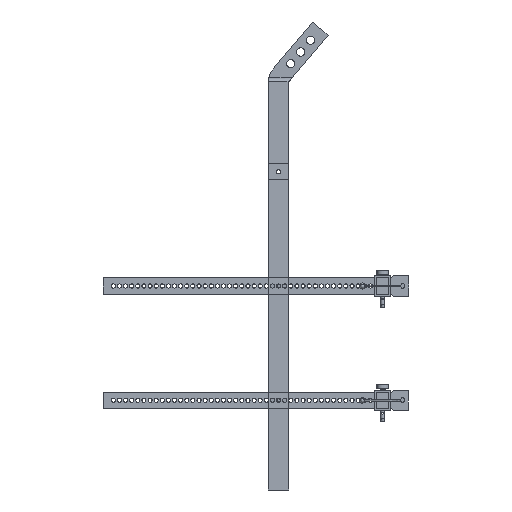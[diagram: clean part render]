
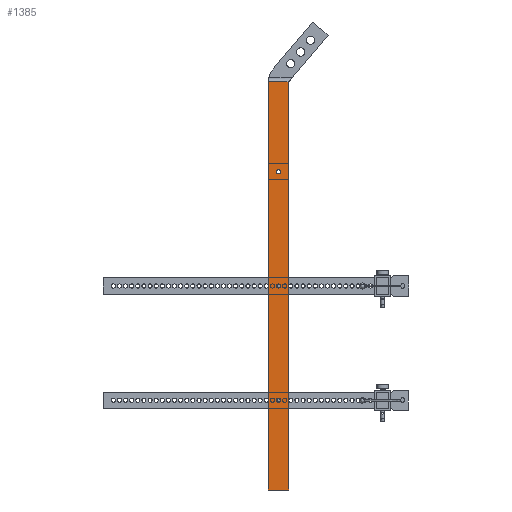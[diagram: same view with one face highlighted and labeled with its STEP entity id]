
A CAD part, front view. The second image highlights one B-rep face of the part: STEP entity #1385.
In plain terms, the highlighted planar face has unit normal (0, -1, 0).
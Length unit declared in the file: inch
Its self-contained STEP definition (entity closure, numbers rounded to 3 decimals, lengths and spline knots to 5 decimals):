
#447=CARTESIAN_POINT('Line Origine',(0.,-0.07874,1.9685)) ;
#451=CARTESIAN_POINT('Vertex',(0.,-0.07874,3.93701)) ;
#453=CARTESIAN_POINT('Vertex',(0.,-0.07874,0.)) ;
#633=CARTESIAN_POINT('Line Origine',(0.09843,-0.07874,0.)) ;
#637=CARTESIAN_POINT('Vertex',(0.19685,-0.07874,0.)) ;
#1114=CARTESIAN_POINT('Vertex',(0.1157,-0.07874,0.87558)) ;
#1117=CARTESIAN_POINT('Axis2P3D Location',(0.09843,-0.07874,0.86614)) ;
#1121=CARTESIAN_POINT('Vertex',(0.08115,-0.07874,0.8567)) ;
#1136=CARTESIAN_POINT('Axis2P3D Location',(0.09843,-0.07874,0.86614)) ;
#1152=CARTESIAN_POINT('Vertex',(0.1157,-0.07874,1.97794)) ;
#1155=CARTESIAN_POINT('Axis2P3D Location',(0.09843,-0.07874,1.9685)) ;
#1159=CARTESIAN_POINT('Vertex',(0.08115,-0.07874,1.95907)) ;
#1174=CARTESIAN_POINT('Axis2P3D Location',(0.09843,-0.07874,1.9685)) ;
#1190=CARTESIAN_POINT('Vertex',(0.1157,-0.07874,3.0803)) ;
#1193=CARTESIAN_POINT('Axis2P3D Location',(0.09843,-0.07874,3.07087)) ;
#1197=CARTESIAN_POINT('Vertex',(0.08115,-0.07874,3.06143)) ;
#1212=CARTESIAN_POINT('Axis2P3D Location',(0.09843,-0.07874,3.07087)) ;
#1342=CARTESIAN_POINT('Axis2P3D Location',(0.,-0.07874,3.93701)) ;
#1347=CARTESIAN_POINT('Axis2P3D Location',(0.23622,-0.07874,3.92268)) ;
#1351=CARTESIAN_POINT('Vertex',(0.19685,-0.07874,3.92268)) ;
#1353=CARTESIAN_POINT('Vertex',(0.19955,-0.07874,3.93701)) ;
#1356=CARTESIAN_POINT('Line Origine',(0.09978,-0.07874,3.93701)) ;
#1361=CARTESIAN_POINT('Line Origine',(0.19685,-0.07874,1.96134)) ;
#448=DIRECTION('Vector Direction',(0.,0.,-0.039)) ;
#634=DIRECTION('Vector Direction',(0.039,0.,0.)) ;
#1118=DIRECTION('Axis2P3D Direction',(0.,-0.039,-0.)) ;
#1137=DIRECTION('Axis2P3D Direction',(0.,-0.039,-0.)) ;
#1156=DIRECTION('Axis2P3D Direction',(0.,-0.039,-0.)) ;
#1175=DIRECTION('Axis2P3D Direction',(0.,-0.039,-0.)) ;
#1194=DIRECTION('Axis2P3D Direction',(0.,-0.039,-0.)) ;
#1213=DIRECTION('Axis2P3D Direction',(0.,-0.039,-0.)) ;
#1343=DIRECTION('Axis2P3D Direction',(0.,-0.039,0.)) ;
#1344=DIRECTION('Axis2P3D XDirection',(0.,0.,-0.039)) ;
#1348=DIRECTION('Axis2P3D Direction',(0.,-0.039,0.)) ;
#1357=DIRECTION('Vector Direction',(0.039,0.,0.)) ;
#1362=DIRECTION('Vector Direction',(0.,0.,-0.039)) ;
#1119=AXIS2_PLACEMENT_3D('Circle Axis2P3D',#1117,#1118,$) ;
#1138=AXIS2_PLACEMENT_3D('Circle Axis2P3D',#1136,#1137,$) ;
#1157=AXIS2_PLACEMENT_3D('Circle Axis2P3D',#1155,#1156,$) ;
#1176=AXIS2_PLACEMENT_3D('Circle Axis2P3D',#1174,#1175,$) ;
#1195=AXIS2_PLACEMENT_3D('Circle Axis2P3D',#1193,#1194,$) ;
#1214=AXIS2_PLACEMENT_3D('Circle Axis2P3D',#1212,#1213,$) ;
#1345=AXIS2_PLACEMENT_3D('Plane Axis2P3D',#1342,#1343,#1344) ;
#1349=AXIS2_PLACEMENT_3D('Circle Axis2P3D',#1347,#1348,$) ;
#1367=ORIENTED_EDGE('',*,*,#1355,.T.) ;
#1368=ORIENTED_EDGE('',*,*,#1360,.T.) ;
#1369=ORIENTED_EDGE('',*,*,#455,.T.) ;
#1370=ORIENTED_EDGE('',*,*,#639,.T.) ;
#1371=ORIENTED_EDGE('',*,*,#1365,.F.) ;
#1374=ORIENTED_EDGE('',*,*,#1123,.F.) ;
#1375=ORIENTED_EDGE('',*,*,#1140,.F.) ;
#1378=ORIENTED_EDGE('',*,*,#1161,.F.) ;
#1379=ORIENTED_EDGE('',*,*,#1178,.F.) ;
#1382=ORIENTED_EDGE('',*,*,#1199,.F.) ;
#1383=ORIENTED_EDGE('',*,*,#1216,.F.) ;
#1376=FACE_BOUND('',#1373,.T.) ;
#1380=FACE_BOUND('',#1377,.T.) ;
#1384=FACE_BOUND('',#1381,.T.) ;
#449=VECTOR('Line Direction',#448,0.03937) ;
#635=VECTOR('Line Direction',#634,0.03937) ;
#1358=VECTOR('Line Direction',#1357,0.03937) ;
#1363=VECTOR('Line Direction',#1362,0.03937) ;
#1385=ADVANCED_FACE('PartBody',(#1372,#1376,#1380,#1384),#1346,.T.) ;
#1120=CIRCLE('generated circle',#1119,0.01969) ;
#1139=CIRCLE('generated circle',#1138,0.01969) ;
#1158=CIRCLE('generated circle',#1157,0.01969) ;
#1177=CIRCLE('generated circle',#1176,0.01969) ;
#1196=CIRCLE('generated circle',#1195,0.01969) ;
#1215=CIRCLE('generated circle',#1214,0.01969) ;
#1350=CIRCLE('generated circle',#1349,0.03937) ;
#455=EDGE_CURVE('',#452,#454,#450,.T.) ;
#639=EDGE_CURVE('',#454,#638,#636,.T.) ;
#1123=EDGE_CURVE('',#1115,#1122,#1120,.T.) ;
#1140=EDGE_CURVE('',#1122,#1115,#1139,.T.) ;
#1161=EDGE_CURVE('',#1153,#1160,#1158,.T.) ;
#1178=EDGE_CURVE('',#1160,#1153,#1177,.T.) ;
#1199=EDGE_CURVE('',#1191,#1198,#1196,.T.) ;
#1216=EDGE_CURVE('',#1198,#1191,#1215,.T.) ;
#1355=EDGE_CURVE('',#1352,#1354,#1350,.F.) ;
#1360=EDGE_CURVE('',#1354,#452,#1359,.F.) ;
#1365=EDGE_CURVE('',#1352,#638,#1364,.T.) ;
#1366=EDGE_LOOP('',(#1367,#1368,#1369,#1370,#1371)) ;
#1373=EDGE_LOOP('',(#1374,#1375)) ;
#1377=EDGE_LOOP('',(#1378,#1379)) ;
#1381=EDGE_LOOP('',(#1382,#1383)) ;
#1372=FACE_OUTER_BOUND('',#1366,.T.) ;
#450=LINE('Line',#447,#449) ;
#636=LINE('Line',#633,#635) ;
#1359=LINE('Line',#1356,#1358) ;
#1364=LINE('Line',#1361,#1363) ;
#1346=PLANE('',#1345) ;
#452=VERTEX_POINT('',#451) ;
#454=VERTEX_POINT('',#453) ;
#638=VERTEX_POINT('',#637) ;
#1115=VERTEX_POINT('',#1114) ;
#1122=VERTEX_POINT('',#1121) ;
#1153=VERTEX_POINT('',#1152) ;
#1160=VERTEX_POINT('',#1159) ;
#1191=VERTEX_POINT('',#1190) ;
#1198=VERTEX_POINT('',#1197) ;
#1352=VERTEX_POINT('',#1351) ;
#1354=VERTEX_POINT('',#1353) ;
